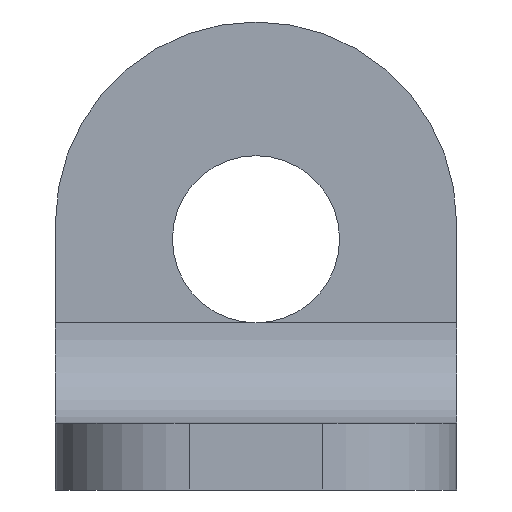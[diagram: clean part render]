
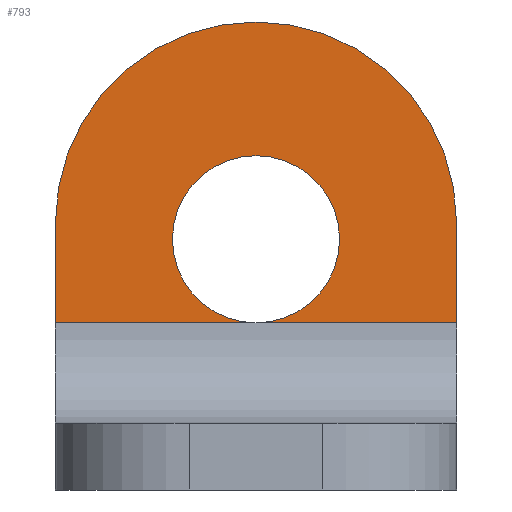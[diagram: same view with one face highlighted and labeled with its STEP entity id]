
A CAD part, left-side view. The second image highlights one B-rep face of the part: STEP entity #793.
In plain terms, the highlighted planar face has unit normal (-1, 0, 0).
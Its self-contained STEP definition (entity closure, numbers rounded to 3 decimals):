
#5 = LINE ( 'NONE', #489, #732 ) ;
#7 = ORIENTED_EDGE ( 'NONE', *, *, #701, .T. ) ;
#11 = CARTESIAN_POINT ( 'NONE',  ( -0.5, 3., 2.5 ) ) ;
#24 = EDGE_LOOP ( 'NONE', ( #55, #521, #673, #393, #7, #702, #318, #176 ) ) ;
#34 = VERTEX_POINT ( 'NONE', #282 ) ;
#55 = ORIENTED_EDGE ( 'NONE', *, *, #780, .T. ) ;
#60 = VERTEX_POINT ( 'NONE', #782 ) ;
#62 = EDGE_CURVE ( 'NONE', #34, #436, #386, .T. ) ;
#73 = CIRCLE ( 'NONE', #140, 1.25 ) ;
#89 = CARTESIAN_POINT ( 'NONE',  ( -0.5, -3., 2.5 ) ) ;
#116 = DIRECTION ( 'NONE',  ( 0., 0., -1. ) ) ;
#140 = AXIS2_PLACEMENT_3D ( 'NONE', #353, #764, #708 ) ;
#174 = DIRECTION ( 'NONE',  ( -1., 0., 0. ) ) ;
#176 = ORIENTED_EDGE ( 'NONE', *, *, #62, .T. ) ;
#186 = CARTESIAN_POINT ( 'NONE',  ( -0.5, 3., 7. ) ) ;
#214 = CARTESIAN_POINT ( 'NONE',  ( -0.5, -3., 7. ) ) ;
#216 = CARTESIAN_POINT ( 'NONE',  ( -0.5, 3., 2.5 ) ) ;
#217 = DIRECTION ( 'NONE',  ( -1., 0., 0. ) ) ;
#224 = CARTESIAN_POINT ( 'NONE',  ( -0.5, -3., 4. ) ) ;
#241 = PLANE ( 'NONE',  #566 ) ;
#257 = DIRECTION ( 'NONE',  ( -1., 0., 0. ) ) ;
#282 = CARTESIAN_POINT ( 'NONE',  ( -0.5, 0., 7. ) ) ;
#318 = ORIENTED_EDGE ( 'NONE', *, *, #435, .T. ) ;
#319 = CARTESIAN_POINT ( 'NONE',  ( -0.5, 0., 3.75 ) ) ;
#326 = FACE_OUTER_BOUND ( 'NONE', #24, .T. ) ;
#333 = EDGE_CURVE ( 'NONE', #497, #60, #516, .T. ) ;
#345 = CARTESIAN_POINT ( 'NONE',  ( -0.5, 0., 2.5 ) ) ;
#353 = CARTESIAN_POINT ( 'NONE',  ( -0.5, 0., 3.75 ) ) ;
#359 = LINE ( 'NONE', #216, #388 ) ;
#380 = VECTOR ( 'NONE', #762, 1000. ) ;
#385 = AXIS2_PLACEMENT_3D ( 'NONE', #319, #257, #447 ) ;
#386 = CIRCLE ( 'NONE', #742, 3. ) ;
#388 = VECTOR ( 'NONE', #638, 1000. ) ;
#393 = ORIENTED_EDGE ( 'NONE', *, *, #333, .F. ) ;
#398 = CARTESIAN_POINT ( 'NONE',  ( -0.5, 3., 2.5 ) ) ;
#415 = CARTESIAN_POINT ( 'NONE',  ( -0.5, 3., 4. ) ) ;
#419 = DIRECTION ( 'NONE',  ( 0., 0., -1. ) ) ;
#435 = EDGE_CURVE ( 'NONE', #720, #34, #556, .T. ) ;
#436 = VERTEX_POINT ( 'NONE', #415 ) ;
#447 = DIRECTION ( 'NONE',  ( 0., 0., 1. ) ) ;
#457 = AXIS2_PLACEMENT_3D ( 'NONE', #468, #217, #465 ) ;
#465 = DIRECTION ( 'NONE',  ( 0., 0., -1. ) ) ;
#468 = CARTESIAN_POINT ( 'NONE',  ( -0.5, 0., 4. ) ) ;
#470 = VERTEX_POINT ( 'NONE', #89 ) ;
#476 = DIRECTION ( 'NONE',  ( 0., 0., -1. ) ) ;
#489 = CARTESIAN_POINT ( 'NONE',  ( -0.5, 3., 7. ) ) ;
#497 = VERTEX_POINT ( 'NONE', #345 ) ;
#508 = EDGE_CURVE ( 'NONE', #60, #497, #73, .T. ) ;
#509 = VECTOR ( 'NONE', #577, 1000. ) ;
#516 = CIRCLE ( 'NONE', #385, 1.25 ) ;
#521 = ORIENTED_EDGE ( 'NONE', *, *, #621, .T. ) ;
#556 = CIRCLE ( 'NONE', #457, 3. ) ;
#563 = EDGE_CURVE ( 'NONE', #720, #470, #771, .T. ) ;
#566 = AXIS2_PLACEMENT_3D ( 'NONE', #186, #794, #116 ) ;
#577 = DIRECTION ( 'NONE',  ( 0., -1., 0. ) ) ;
#621 = EDGE_CURVE ( 'NONE', #629, #497, #359, .T. ) ;
#629 = VERTEX_POINT ( 'NONE', #398 ) ;
#638 = DIRECTION ( 'NONE',  ( 0., -1., 0. ) ) ;
#673 = ORIENTED_EDGE ( 'NONE', *, *, #508, .F. ) ;
#701 = EDGE_CURVE ( 'NONE', #497, #470, #752, .T. ) ;
#702 = ORIENTED_EDGE ( 'NONE', *, *, #563, .F. ) ;
#708 = DIRECTION ( 'NONE',  ( 0., 0., 1. ) ) ;
#720 = VERTEX_POINT ( 'NONE', #224 ) ;
#723 = CARTESIAN_POINT ( 'NONE',  ( -0.5, 0., 4. ) ) ;
#732 = VECTOR ( 'NONE', #476, 1000. ) ;
#742 = AXIS2_PLACEMENT_3D ( 'NONE', #723, #174, #419 ) ;
#752 = LINE ( 'NONE', #11, #509 ) ;
#762 = DIRECTION ( 'NONE',  ( 0., 0., -1. ) ) ;
#764 = DIRECTION ( 'NONE',  ( -1., 0., 0. ) ) ;
#771 = LINE ( 'NONE', #214, #380 ) ;
#780 = EDGE_CURVE ( 'NONE', #436, #629, #5, .T. ) ;
#782 = CARTESIAN_POINT ( 'NONE',  ( -0.5, 0., 5. ) ) ;
#793 = ADVANCED_FACE ( 'NONE', ( #326 ), #241, .F. ) ;
#794 = DIRECTION ( 'NONE',  ( 1., 0., 0. ) ) ;
